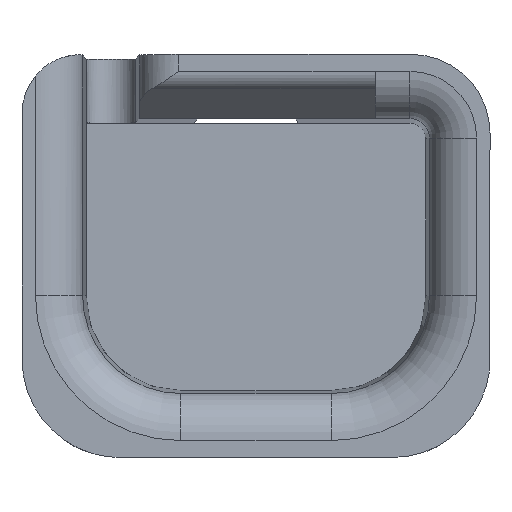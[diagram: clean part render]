
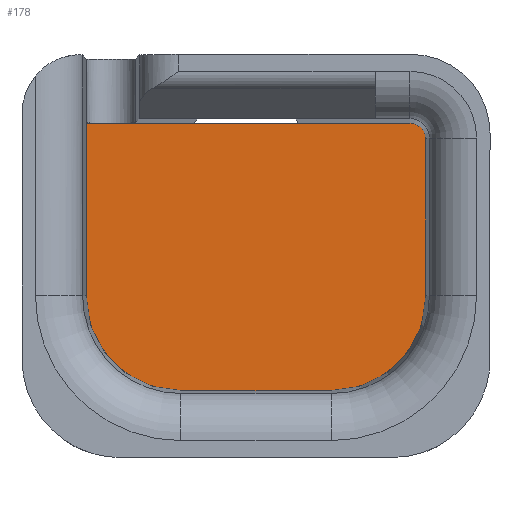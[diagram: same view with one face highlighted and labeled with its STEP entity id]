
A CAD part, top view. The second image highlights one B-rep face of the part: STEP entity #178.
In plain terms, the highlighted planar face has unit normal (0, 0, 1).
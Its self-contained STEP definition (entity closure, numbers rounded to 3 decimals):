
#115=CIRCLE('',#1708,2.4);
#123=CIRCLE('',#1746,2.4);
#124=CIRCLE('',#1748,0.4);
#178=ADVANCED_FACE('',(#318),#254,.T.);
#254=PLANE('',#1749);
#318=FACE_OUTER_BOUND('',#405,.T.);
#405=EDGE_LOOP('',(#646,#647,#648,#649,#650,#651,#652,#653,#654,#655));
#646=ORIENTED_EDGE('',*,*,#1239,.T.);
#647=ORIENTED_EDGE('',*,*,#1167,.F.);
#648=ORIENTED_EDGE('',*,*,#1165,.T.);
#649=ORIENTED_EDGE('',*,*,#1240,.F.);
#650=ORIENTED_EDGE('',*,*,#1241,.T.);
#651=ORIENTED_EDGE('',*,*,#1242,.T.);
#652=ORIENTED_EDGE('',*,*,#1179,.T.);
#653=ORIENTED_EDGE('',*,*,#1243,.T.);
#654=ORIENTED_EDGE('',*,*,#1190,.T.);
#655=ORIENTED_EDGE('',*,*,#1204,.T.);
#1005=VERTEX_POINT('',#2463);
#1006=VERTEX_POINT('',#2465);
#1007=VERTEX_POINT('',#2469);
#1008=VERTEX_POINT('',#2474);
#1010=VERTEX_POINT('',#2480);
#1021=VERTEX_POINT('',#2512);
#1022=VERTEX_POINT('',#2513);
#1032=VERTEX_POINT('',#2539);
#1058=VERTEX_POINT('',#2649);
#1059=VERTEX_POINT('',#2651);
#1165=EDGE_CURVE('',#1006,#1005,#115,.T.);
#1167=EDGE_CURVE('',#1006,#1007,#1386,.T.);
#1179=EDGE_CURVE('',#1008,#1010,#1397,.T.);
#1190=EDGE_CURVE('',#1021,#1022,#1404,.T.);
#1204=EDGE_CURVE('',#1022,#1032,#1415,.T.);
#1239=EDGE_CURVE('',#1032,#1007,#123,.T.);
#1240=EDGE_CURVE('',#1058,#1005,#1436,.T.);
#1241=EDGE_CURVE('',#1058,#1059,#124,.T.);
#1242=EDGE_CURVE('',#1059,#1008,#1437,.T.);
#1243=EDGE_CURVE('',#1010,#1021,#1438,.T.);
#1386=LINE('',#2468,#1554);
#1397=LINE('',#2489,#1565);
#1404=LINE('',#2511,#1572);
#1415=LINE('',#2540,#1583);
#1436=LINE('',#2648,#1604);
#1437=LINE('',#2652,#1605);
#1438=LINE('',#2653,#1606);
#1554=VECTOR('',#1925,1.);
#1565=VECTOR('',#1944,1.);
#1572=VECTOR('',#1965,1.);
#1583=VECTOR('',#1988,1.);
#1604=VECTOR('',#2051,1.);
#1605=VECTOR('',#2054,1.);
#1606=VECTOR('',#2055,1.);
#1708=AXIS2_PLACEMENT_3D('',#2464,#1920,#1921);
#1746=AXIS2_PLACEMENT_3D('',#2646,#2047,#2048);
#1748=AXIS2_PLACEMENT_3D('',#2650,#2052,#2053);
#1749=AXIS2_PLACEMENT_3D('',#2654,#2056,#2057);
#1920=DIRECTION('',(0.,0.,1.));
#1921=DIRECTION('',(0.,1.,0.));
#1925=DIRECTION('',(-1.,0.,0.));
#1944=DIRECTION('',(-1.,0.,0.));
#1965=DIRECTION('',(-1.,0.,0.));
#1988=DIRECTION('',(0.,-1.,0.));
#2047=DIRECTION('',(0.,0.,1.));
#2048=DIRECTION('',(0.,1.,0.));
#2051=DIRECTION('',(0.,-1.,0.));
#2052=DIRECTION('',(0.,0.,1.));
#2053=DIRECTION('',(0.,1.,0.));
#2054=DIRECTION('',(-1.,0.,0.));
#2055=DIRECTION('',(-1.,0.,0.));
#2056=DIRECTION('',(0.,0.,1.));
#2057=DIRECTION('',(0.,1.,0.));
#2463=CARTESIAN_POINT('',(4.565,-0.996,-10.));
#2464=CARTESIAN_POINT('',(2.165,-0.996,-10.));
#2465=CARTESIAN_POINT('',(2.165,-3.396,-10.));
#2468=CARTESIAN_POINT('',(0.25,-3.396,-10.));
#2469=CARTESIAN_POINT('',(-1.665,-3.396,-10.));
#2474=CARTESIAN_POINT('',(1.337,3.404,-10.));
#2480=CARTESIAN_POINT('',(-1.337,3.404,-10.));
#2489=CARTESIAN_POINT('',(-1.665,3.404,-10.));
#2511=CARTESIAN_POINT('',(0.05,3.404,-10.));
#2512=CARTESIAN_POINT('',(-3.44,3.404,-10.));
#2513=CARTESIAN_POINT('',(-4.065,3.404,-10.));
#2539=CARTESIAN_POINT('',(-4.065,-0.996,-10.));
#2540=CARTESIAN_POINT('',(-4.065,1.204,-10.));
#2646=CARTESIAN_POINT('',(-1.665,-0.996,-10.));
#2648=CARTESIAN_POINT('',(4.565,-0.996,-10.));
#2649=CARTESIAN_POINT('',(4.565,3.004,-10.));
#2650=CARTESIAN_POINT('',(4.165,3.004,-10.));
#2651=CARTESIAN_POINT('',(4.165,3.404,-10.));
#2652=CARTESIAN_POINT('',(0.05,3.404,-10.));
#2653=CARTESIAN_POINT('',(0.05,3.404,-10.));
#2654=CARTESIAN_POINT('',(-1.665,-0.996,-10.));
